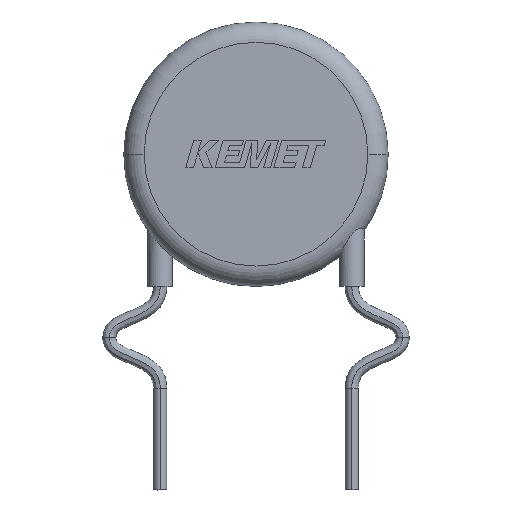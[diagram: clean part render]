
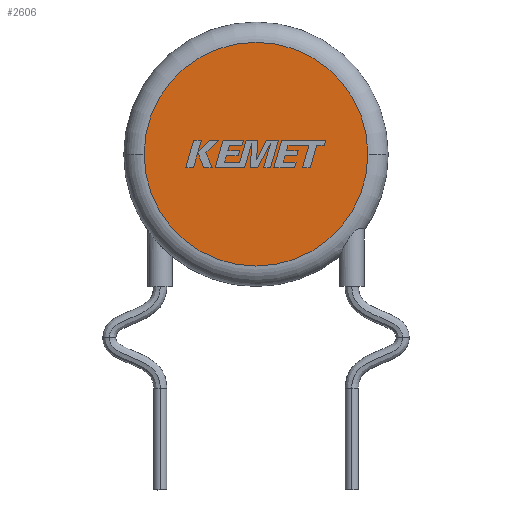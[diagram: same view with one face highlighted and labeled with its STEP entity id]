
A CAD part, top view. The second image highlights one B-rep face of the part: STEP entity #2606.
In plain terms, the highlighted planar face has unit normal (0, 0, 1).
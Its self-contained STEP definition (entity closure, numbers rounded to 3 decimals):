
#433 = ORIENTED_EDGE ( 'NONE', *, *, #3126, .T. ) ;
#521 = DIRECTION ( 'NONE',  ( 1., 0., 0. ) ) ;
#800 = PLANE ( 'NONE',  #3925 ) ;
#852 = CARTESIAN_POINT ( 'NONE',  ( 5.5, 0., 5. ) ) ;
#907 = VERTEX_POINT ( 'NONE', #852 ) ;
#1013 = AXIS2_PLACEMENT_3D ( 'NONE', #3074, #1171, #521 ) ;
#1171 = DIRECTION ( 'NONE',  ( 0., 0., 1. ) ) ;
#1350 = DIRECTION ( 'NONE',  ( 1., 0., 0. ) ) ;
#1434 = DIRECTION ( 'NONE',  ( 0., 0., 1. ) ) ;
#1537 = FACE_OUTER_BOUND ( 'NONE', #1791, .T. ) ;
#1784 = ORIENTED_EDGE ( 'NONE', *, *, #2447, .T. ) ;
#1791 = EDGE_LOOP ( 'NONE', ( #433, #1784 ) ) ;
#2108 = CIRCLE ( 'NONE', #1013, 5.5 ) ;
#2307 = CARTESIAN_POINT ( 'NONE',  ( 0., 0., 5. ) ) ;
#2447 = EDGE_CURVE ( 'NONE', #3992, #907, #3312, .T. ) ;
#2606 = ADVANCED_FACE ( 'NONE', ( #1537 ), #800, .T. ) ;
#2647 = AXIS2_PLACEMENT_3D ( 'NONE', #2307, #3862, #1350 ) ;
#3030 = CARTESIAN_POINT ( 'NONE',  ( -5.5, 0., 5. ) ) ;
#3074 = CARTESIAN_POINT ( 'NONE',  ( 0., 0., 5. ) ) ;
#3126 = EDGE_CURVE ( 'NONE', #907, #3992, #2108, .T. ) ;
#3282 = CARTESIAN_POINT ( 'NONE',  ( 0., 0., 5. ) ) ;
#3312 = CIRCLE ( 'NONE', #2647, 5.5 ) ;
#3641 = DIRECTION ( 'NONE',  ( 1., 0., 0. ) ) ;
#3862 = DIRECTION ( 'NONE',  ( 0., 0., 1. ) ) ;
#3925 = AXIS2_PLACEMENT_3D ( 'NONE', #3282, #1434, #3641 ) ;
#3992 = VERTEX_POINT ( 'NONE', #3030 ) ;
